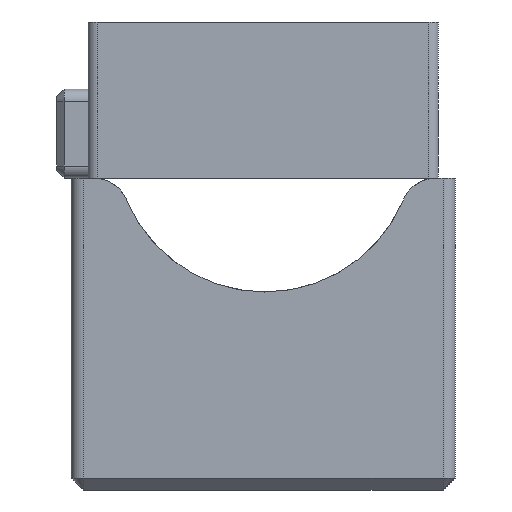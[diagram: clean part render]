
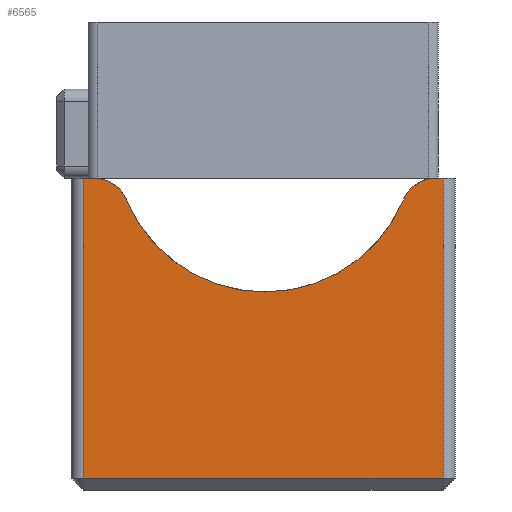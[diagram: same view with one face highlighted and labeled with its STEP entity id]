
A CAD part, front view. The second image highlights one B-rep face of the part: STEP entity #6565.
In plain terms, the highlighted planar face has unit normal (0, -1, 0).
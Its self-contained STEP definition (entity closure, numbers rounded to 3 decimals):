
#6180 = EDGE_CURVE('',#6181,#6183,#6185,.T.);
#6181 = VERTEX_POINT('',#6182);
#6182 = CARTESIAN_POINT('',(-15.143,-9.4,-8.));
#6183 = VERTEX_POINT('',#6184);
#6184 = CARTESIAN_POINT('',(-15.143,-9.4,-33.));
#6185 = LINE('',#6186,#6187);
#6186 = CARTESIAN_POINT('',(-15.143,-9.4,-8.));
#6187 = VECTOR('',#6188,1.);
#6188 = DIRECTION('',(0.,0.,-1.));
#6240 = EDGE_CURVE('',#6181,#6241,#6243,.T.);
#6241 = VERTEX_POINT('',#6242);
#6242 = CARTESIAN_POINT('',(-14.292,-9.4,-8.));
#6243 = LINE('',#6244,#6245);
#6244 = CARTESIAN_POINT('',(-16.143,-9.4,-8.));
#6245 = VECTOR('',#6246,1.);
#6246 = DIRECTION('',(1.,0.,0.));
#6565 = ADVANCED_FACE('',(#6566),#6619,.T.);
#6566 = FACE_BOUND('',#6567,.T.);
#6567 = EDGE_LOOP('',(#6568,#6569,#6570,#6578,#6586,#6594,#6603,#6612));
#6568 = ORIENTED_EDGE('',*,*,#6240,.F.);
#6569 = ORIENTED_EDGE('',*,*,#6180,.T.);
#6570 = ORIENTED_EDGE('',*,*,#6571,.F.);
#6571 = EDGE_CURVE('',#6572,#6183,#6574,.T.);
#6572 = VERTEX_POINT('',#6573);
#6573 = CARTESIAN_POINT('',(14.857,-9.4,-33.));
#6574 = LINE('',#6575,#6576);
#6575 = CARTESIAN_POINT('',(14.857,-9.4,-33.));
#6576 = VECTOR('',#6577,1.);
#6577 = DIRECTION('',(-1.,0.,0.));
#6578 = ORIENTED_EDGE('',*,*,#6579,.F.);
#6579 = EDGE_CURVE('',#6580,#6572,#6582,.T.);
#6580 = VERTEX_POINT('',#6581);
#6581 = CARTESIAN_POINT('',(14.857,-9.4,-8.));
#6582 = LINE('',#6583,#6584);
#6583 = CARTESIAN_POINT('',(14.857,-9.4,-8.));
#6584 = VECTOR('',#6585,1.);
#6585 = DIRECTION('',(0.,0.,-1.));
#6586 = ORIENTED_EDGE('',*,*,#6587,.F.);
#6587 = EDGE_CURVE('',#6588,#6580,#6590,.T.);
#6588 = VERTEX_POINT('',#6589);
#6589 = CARTESIAN_POINT('',(14.292,-9.4,-8.));
#6590 = LINE('',#6591,#6592);
#6591 = CARTESIAN_POINT('',(-16.143,-9.4,-8.));
#6592 = VECTOR('',#6593,1.);
#6593 = DIRECTION('',(1.,0.,0.));
#6594 = ORIENTED_EDGE('',*,*,#6595,.F.);
#6595 = EDGE_CURVE('',#6596,#6588,#6598,.T.);
#6596 = VERTEX_POINT('',#6597);
#6597 = CARTESIAN_POINT('',(11.525,-9.4,-9.839));
#6598 = CIRCLE('',#6599,3.);
#6599 = AXIS2_PLACEMENT_3D('',#6600,#6601,#6602);
#6600 = CARTESIAN_POINT('',(14.292,-9.4,-11.));
#6601 = DIRECTION('',(0.,1.,0.));
#6602 = DIRECTION('',(0.,0.,-1.));
#6603 = ORIENTED_EDGE('',*,*,#6604,.F.);
#6604 = EDGE_CURVE('',#6605,#6596,#6607,.T.);
#6605 = VERTEX_POINT('',#6606);
#6606 = CARTESIAN_POINT('',(-11.525,-9.4,-9.839));
#6607 = CIRCLE('',#6608,12.5);
#6608 = AXIS2_PLACEMENT_3D('',#6609,#6610,#6611);
#6609 = CARTESIAN_POINT('',(0.,-9.4,-5.));
#6610 = DIRECTION('',(0.,-1.,0.));
#6611 = DIRECTION('',(1.,0.,0.));
#6612 = ORIENTED_EDGE('',*,*,#6613,.F.);
#6613 = EDGE_CURVE('',#6241,#6605,#6614,.T.);
#6614 = CIRCLE('',#6615,3.);
#6615 = AXIS2_PLACEMENT_3D('',#6616,#6617,#6618);
#6616 = CARTESIAN_POINT('',(-14.292,-9.4,-11.));
#6617 = DIRECTION('',(0.,1.,0.));
#6618 = DIRECTION('',(0.,0.,-1.));
#6619 = PLANE('',#6620);
#6620 = AXIS2_PLACEMENT_3D('',#6621,#6622,#6623);
#6621 = CARTESIAN_POINT('',(-0.143,-9.4,-21.));
#6622 = DIRECTION('',(-0.,-1.,-0.));
#6623 = DIRECTION('',(0.,0.,-1.));
